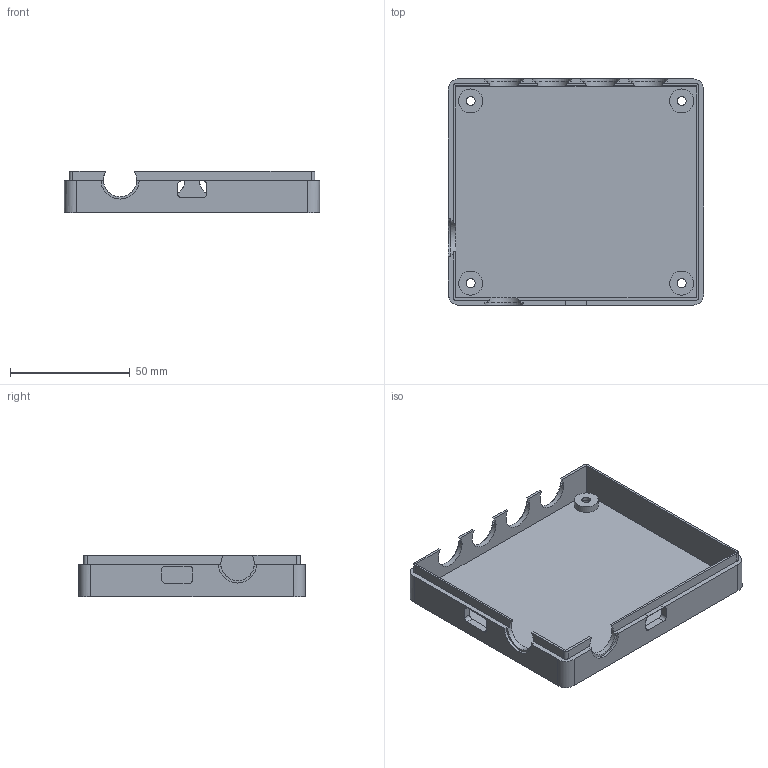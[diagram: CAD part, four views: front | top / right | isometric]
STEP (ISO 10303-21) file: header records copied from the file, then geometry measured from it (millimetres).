
FILE_DESCRIPTION(/* description */ ('STEP AP242','CAx-IF Rec.Pracs.---Representation and Presentation of Product Manufacturing Information (PMI)---4.0---2014-10-13','CAx-IF Rec.Pracs.---3D Tessellated Geometry---0.4---2014-09-14','2;1'),/* implementation_level */ '2;1');
FILE_NAME(/* name */ '6902460e8c2391db00046b45',/* time_stamp */ '2025-10-29T16:51:26Z',/* author */ (''),/* organization */ (''),/* preprocessor_version */ 'ST-DEVELOPER v20',/* originating_system */ 'ONSHAPE BY PTC INC, 1.205',/* authorisation */ ' ');
FILE_SCHEMA (('AP242_MANAGED_MODEL_BASED_3D_ENGINEERING_MIM_LF { 1 0 10303 442 1 1 4 }'));
Length unit declared in the file: metre
Products named in the file (1): Bottom
Bounding box: 106.4 x 94.4 x 17.39 mm (x, y, z)
Volume: 41279.4 mm3; surface area: 31678.9 mm2
Topology: 1 solids, 1 shells, 94 faces, 256 edges, 172 vertices
Faces by surface type: plane 54, cylinder 32, bspline 8
Full cylindrical faces by diameter (mm): 3.7 x4, 8 x4, 10 x4
Entity records: 3198 total; most frequent: CARTESIAN_POINT 851, ORIENTED_EDGE 480, DIRECTION 458, EDGE_CURVE 240, VERTEX_POINT 168, AXIS2_PLACEMENT_3D 163, LINE 132, VECTOR 132
